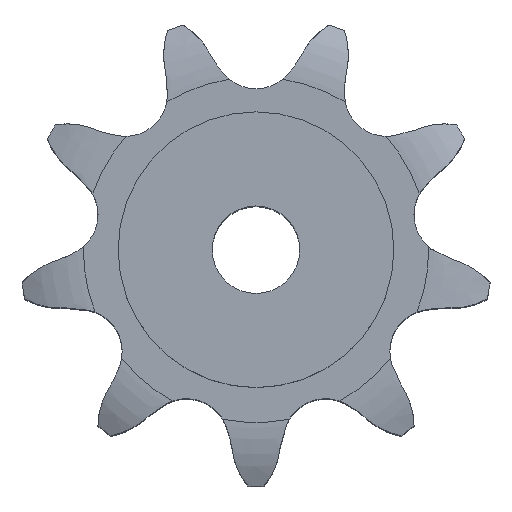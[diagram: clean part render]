
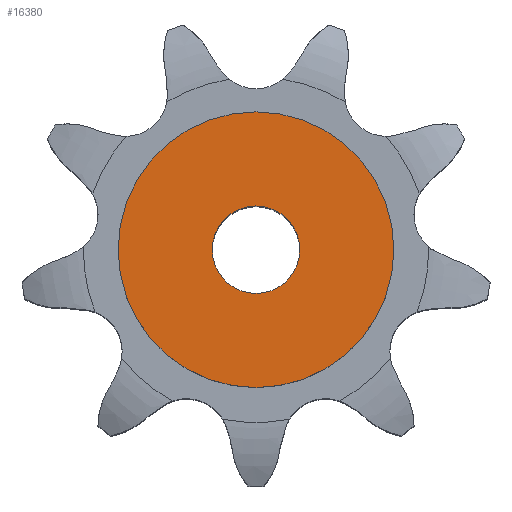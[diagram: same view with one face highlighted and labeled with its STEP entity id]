
A CAD part, top view. The second image highlights one B-rep face of the part: STEP entity #16380.
In plain terms, the highlighted planar face has unit normal (0, 0, 1).
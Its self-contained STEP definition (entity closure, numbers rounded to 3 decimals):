
#9028 = CYLINDRICAL_SURFACE('',#9029,10.);
#9029 = AXIS2_PLACEMENT_3D('',#9030,#9031,#9032);
#9030 = CARTESIAN_POINT('',(0.,0.,211.844));
#9031 = DIRECTION('',(0.,0.,1.));
#9032 = DIRECTION('',(1.,0.,0.));
#11253 = EDGE_CURVE('',#11254,#11254,#11256,.T.);
#11254 = VERTEX_POINT('',#11255);
#11255 = CARTESIAN_POINT('',(10.,0.,110.));
#11256 = SURFACE_CURVE('',#11257,(#11262,#11269),.PCURVE_S1.);
#11257 = CIRCLE('',#11258,10.);
#11258 = AXIS2_PLACEMENT_3D('',#11259,#11260,#11261);
#11259 = CARTESIAN_POINT('',(0.,0.,110.));
#11260 = DIRECTION('',(0.,0.,1.));
#11261 = DIRECTION('',(1.,0.,0.));
#11262 = PCURVE('',#9028,#11263);
#11263 = DEFINITIONAL_REPRESENTATION('',(#11264),#11268);
#11264 = LINE('',#11265,#11266);
#11265 = CARTESIAN_POINT('',(0.,-101.844));
#11266 = VECTOR('',#11267,1.);
#11267 = DIRECTION('',(1.,0.));
#11268 = ( GEOMETRIC_REPRESENTATION_CONTEXT(2) 
PARAMETRIC_REPRESENTATION_CONTEXT() REPRESENTATION_CONTEXT('2D SPACE',''
  ) );
#11269 = PCURVE('',#11270,#11275);
#11270 = PLANE('',#11271);
#11271 = AXIS2_PLACEMENT_3D('',#11272,#11273,#11274);
#11272 = CARTESIAN_POINT('',(0.,0.,110.
    ));
#11273 = DIRECTION('',(0.,0.,1.));
#11274 = DIRECTION('',(1.,0.,0.));
#11275 = DEFINITIONAL_REPRESENTATION('',(#11276),#11280);
#11276 = CIRCLE('',#11277,10.);
#11277 = AXIS2_PLACEMENT_2D('',#11278,#11279);
#11278 = CARTESIAN_POINT('',(0.,0.));
#11279 = DIRECTION('',(1.,0.));
#11280 = ( GEOMETRIC_REPRESENTATION_CONTEXT(2) 
PARAMETRIC_REPRESENTATION_CONTEXT() REPRESENTATION_CONTEXT('2D SPACE',''
  ) );
#16380 = ADVANCED_FACE('',(#16381,#16412),#11270,.T.);
#16381 = FACE_BOUND('',#16382,.T.);
#16382 = EDGE_LOOP('',(#16383));
#16383 = ORIENTED_EDGE('',*,*,#16384,.T.);
#16384 = EDGE_CURVE('',#16385,#16385,#16387,.T.);
#16385 = VERTEX_POINT('',#16386);
#16386 = CARTESIAN_POINT('',(31.5,0.,110.));
#16387 = SURFACE_CURVE('',#16388,(#16393,#16400),.PCURVE_S1.);
#16388 = CIRCLE('',#16389,31.5);
#16389 = AXIS2_PLACEMENT_3D('',#16390,#16391,#16392);
#16390 = CARTESIAN_POINT('',(0.,0.,110.));
#16391 = DIRECTION('',(0.,0.,1.));
#16392 = DIRECTION('',(1.,0.,0.));
#16393 = PCURVE('',#11270,#16394);
#16394 = DEFINITIONAL_REPRESENTATION('',(#16395),#16399);
#16395 = CIRCLE('',#16396,31.5);
#16396 = AXIS2_PLACEMENT_2D('',#16397,#16398);
#16397 = CARTESIAN_POINT('',(0.,0.));
#16398 = DIRECTION('',(1.,0.));
#16399 = ( GEOMETRIC_REPRESENTATION_CONTEXT(2) 
PARAMETRIC_REPRESENTATION_CONTEXT() REPRESENTATION_CONTEXT('2D SPACE',''
  ) );
#16400 = PCURVE('',#16401,#16406);
#16401 = CYLINDRICAL_SURFACE('',#16402,31.5);
#16402 = AXIS2_PLACEMENT_3D('',#16403,#16404,#16405);
#16403 = CARTESIAN_POINT('',(0.,0.,0.));
#16404 = DIRECTION('',(-0.,-0.,-1.));
#16405 = DIRECTION('',(1.,0.,0.));
#16406 = DEFINITIONAL_REPRESENTATION('',(#16407),#16411);
#16407 = LINE('',#16408,#16409);
#16408 = CARTESIAN_POINT('',(-0.,-110.));
#16409 = VECTOR('',#16410,1.);
#16410 = DIRECTION('',(-1.,0.));
#16411 = ( GEOMETRIC_REPRESENTATION_CONTEXT(2) 
PARAMETRIC_REPRESENTATION_CONTEXT() REPRESENTATION_CONTEXT('2D SPACE',''
  ) );
#16412 = FACE_BOUND('',#16413,.T.);
#16413 = EDGE_LOOP('',(#16414));
#16414 = ORIENTED_EDGE('',*,*,#11253,.F.);
